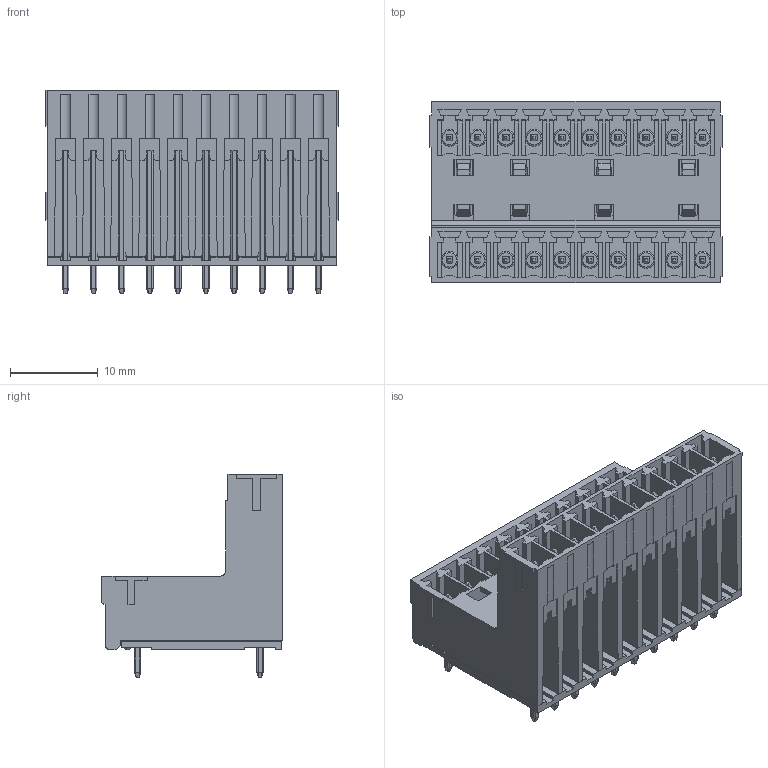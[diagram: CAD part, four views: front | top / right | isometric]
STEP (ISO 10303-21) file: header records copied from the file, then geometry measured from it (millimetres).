
FILE_DESCRIPTION( ('This file contains a STEP AP42 implementation' ,'as created by ZW3D STEP Interface translator.') ,'2;1' );
FILE_NAME( 'PM350-3S10ASM1N.stp' ,'231123.1714 5', (''), ('ZWCAD Software Co.'), 'Version 1.0', 'ZW3D to STEP translator', '' );
FILE_SCHEMA(('AUTOMOTIVE_DESIGN { 1 0 10303 214 1 1 1 1 }'));
Length unit declared in the file: millimetre
Products named in the file (2): 0; PM350-3S10ASM1N
Bounding box: 33.33 x 20.65 x 23.26 mm (x, y, z)
Volume: 3556.2 mm3; surface area: 10894 mm2
Topology: 22 solids, 22 shells, 2548 faces, 6765 edges, 4184 vertices
Faces by surface type: plane 1701, cylinder 483, torus 280, bspline 80, sphere 4
Entity records: 82817 total; most frequent: CARTESIAN_POINT 19320, ORIENTED_EDGE 13370, DIRECTION 11541, EDGE_CURVE 6685, VECTOR 4815, LINE 4815, VERTEX_POINT 4184, AXIS2_PLACEMENT_3D 3363
